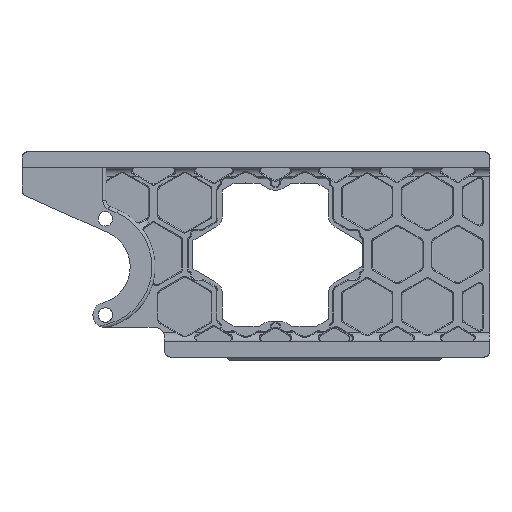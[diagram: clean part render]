
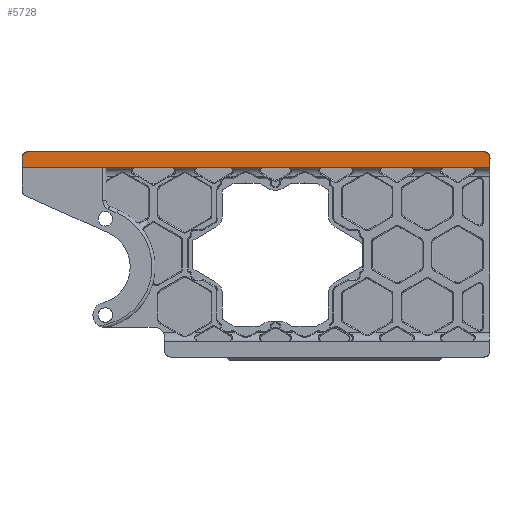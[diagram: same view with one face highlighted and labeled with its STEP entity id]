
A CAD part, front view. The second image highlights one B-rep face of the part: STEP entity #5728.
In plain terms, the highlighted planar face has unit normal (0, -1, 0).
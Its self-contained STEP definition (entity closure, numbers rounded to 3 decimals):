
#896 = CARTESIAN_POINT ( 'NONE',  ( -32.547, -38., 122.62 ) ) ;
#2149 = ORIENTED_EDGE ( 'NONE', *, *, #21232, .T. ) ;
#2910 = ORIENTED_EDGE ( 'NONE', *, *, #5967, .F. ) ;
#3912 = CARTESIAN_POINT ( 'NONE',  ( -31.123, -38., 124.044 ) ) ;
#4292 = EDGE_CURVE ( 'NONE', #23252, #12288, #9141, .T. ) ;
#5643 = ORIENTED_EDGE ( 'NONE', *, *, #4292, .F. ) ;
#5728 = ADVANCED_FACE ( 'NONE', ( #8441 ), #43129, .F. ) ;
#5967 = EDGE_CURVE ( 'NONE', #12288, #9326, #6148, .T. ) ;
#6148 = LINE ( 'NONE', #20131, #15777 ) ;
#6158 = CARTESIAN_POINT ( 'NONE',  ( -32.599, -38., 119.096 ) ) ;
#7120 = LINE ( 'NONE', #21134, #33968 ) ;
#7528 = CARTESIAN_POINT ( 'NONE',  ( 117.9, -38., 119.096 ) ) ;
#7617 = CARTESIAN_POINT ( 'NONE',  ( 116.424, -38., 124.044 ) ) ;
#7758 = CARTESIAN_POINT ( 'NONE',  ( -30.599, -38., 124.096 ) ) ;
#8441 = FACE_OUTER_BOUND ( 'NONE', #44997, .T. ) ;
#9141 = B_SPLINE_CURVE_WITH_KNOTS ( 'NONE', 3,
 ( #25230, #11913, #896, #25905, #28667, #21346, #35779, #3912, #31865, #25453 ),
 .UNSPECIFIED., .F., .F.,
 ( 4, 2, 2, 2, 4 ),
 ( 0., 0.25, 0.5, 0.75, 1. ),
 .UNSPECIFIED. ) ;
#9326 = VERTEX_POINT ( 'NONE', #13828 ) ;
#10599 = CARTESIAN_POINT ( 'NONE',  ( 117.9, -38., 122.096 ) ) ;
#11072 = CARTESIAN_POINT ( 'NONE',  ( 115.9, -38., 124.096 ) ) ;
#11913 = CARTESIAN_POINT ( 'NONE',  ( -32.599, -38., 122.358 ) ) ;
#12288 = VERTEX_POINT ( 'NONE', #7758 ) ;
#12786 = DIRECTION ( 'NONE',  ( 1., 0., 0. ) ) ;
#12794 = AXIS2_PLACEMENT_3D ( 'NONE', #25428, #18782, #40351 ) ;
#13816 = CARTESIAN_POINT ( 'NONE',  ( 117.648, -38., 123.103 ) ) ;
#13828 = CARTESIAN_POINT ( 'NONE',  ( 115.9, -38., 124.096 ) ) ;
#15777 = VECTOR ( 'NONE', #12786, 1000. ) ;
#17223 = EDGE_CURVE ( 'NONE', #43550, #25132, #7120, .T. ) ;
#17707 = ORIENTED_EDGE ( 'NONE', *, *, #19815, .F. ) ;
#18782 = DIRECTION ( 'NONE',  ( 0., 1., 0. ) ) ;
#19621 = VECTOR ( 'NONE', #23464, 1000. ) ;
#19695 = ORIENTED_EDGE ( 'NONE', *, *, #35377, .F. ) ;
#19815 = EDGE_CURVE ( 'NONE', #43550, #25664, #44556, .T. ) ;
#20016 = DIRECTION ( 'NONE',  ( 0., 0., -1. ) ) ;
#20131 = CARTESIAN_POINT ( 'NONE',  ( 27.4, -38., 124.096 ) ) ;
#21134 = CARTESIAN_POINT ( 'NONE',  ( 117.9, -38., 58.096 ) ) ;
#21232 = EDGE_CURVE ( 'NONE', #23252, #25664, #23688, .T. ) ;
#21346 = CARTESIAN_POINT ( 'NONE',  ( -31.829, -38., 123.695 ) ) ;
#21620 = CARTESIAN_POINT ( 'NONE',  ( 116.907, -38., 123.844 ) ) ;
#21992 = CARTESIAN_POINT ( 'NONE',  ( -32.599, -38., 122.096 ) ) ;
#23252 = VERTEX_POINT ( 'NONE', #21992 ) ;
#23464 = DIRECTION ( 'NONE',  ( -1., 0., 0. ) ) ;
#23499 = B_SPLINE_CURVE_WITH_KNOTS ( 'NONE', 3,
 ( #11072, #42524, #7617, #21620, #31240, #45267, #13816, #35159, #24395, #10599 ),
 .UNSPECIFIED., .F., .F.,
 ( 4, 2, 2, 2, 4 ),
 ( 0., 0.25, 0.5, 0.75, 1. ),
 .UNSPECIFIED. ) ;
#23688 = LINE ( 'NONE', #40917, #36153 ) ;
#24395 = CARTESIAN_POINT ( 'NONE',  ( 117.9, -38., 122.358 ) ) ;
#25132 = VERTEX_POINT ( 'NONE', #42464 ) ;
#25230 = CARTESIAN_POINT ( 'NONE',  ( -32.599, -38., 122.096 ) ) ;
#25428 = CARTESIAN_POINT ( 'NONE',  ( 27.4, -38., 91.096 ) ) ;
#25453 = CARTESIAN_POINT ( 'NONE',  ( -30.599, -38., 124.096 ) ) ;
#25664 = VERTEX_POINT ( 'NONE', #6158 ) ;
#25905 = CARTESIAN_POINT ( 'NONE',  ( -32.347, -38., 123.103 ) ) ;
#28667 = CARTESIAN_POINT ( 'NONE',  ( -32.199, -38., 123.325 ) ) ;
#31240 = CARTESIAN_POINT ( 'NONE',  ( 117.129, -38., 123.695 ) ) ;
#31865 = CARTESIAN_POINT ( 'NONE',  ( -30.861, -38., 124.096 ) ) ;
#32119 = DIRECTION ( 'NONE',  ( 0., 0., 1. ) ) ;
#33968 = VECTOR ( 'NONE', #32119, 1000. ) ;
#33970 = CARTESIAN_POINT ( 'NONE',  ( 27.4, -38., 119.096 ) ) ;
#35159 = CARTESIAN_POINT ( 'NONE',  ( 117.848, -38., 122.62 ) ) ;
#35377 = EDGE_CURVE ( 'NONE', #9326, #25132, #23499, .T. ) ;
#35779 = CARTESIAN_POINT ( 'NONE',  ( -31.607, -38., 123.844 ) ) ;
#36153 = VECTOR ( 'NONE', #20016, 1000. ) ;
#38593 = ORIENTED_EDGE ( 'NONE', *, *, #17223, .T. ) ;
#40351 = DIRECTION ( 'NONE',  ( -1., 0., 0. ) ) ;
#40917 = CARTESIAN_POINT ( 'NONE',  ( -32.599, -38., 110.56 ) ) ;
#42464 = CARTESIAN_POINT ( 'NONE',  ( 117.9, -38., 122.096 ) ) ;
#42524 = CARTESIAN_POINT ( 'NONE',  ( 116.162, -38., 124.096 ) ) ;
#43129 = PLANE ( 'NONE',  #12794 ) ;
#43550 = VERTEX_POINT ( 'NONE', #7528 ) ;
#44556 = LINE ( 'NONE', #33970, #19621 ) ;
#44997 = EDGE_LOOP ( 'NONE', ( #17707, #38593, #19695, #2910, #5643, #2149 ) ) ;
#45267 = CARTESIAN_POINT ( 'NONE',  ( 117.499, -38., 123.325 ) ) ;
